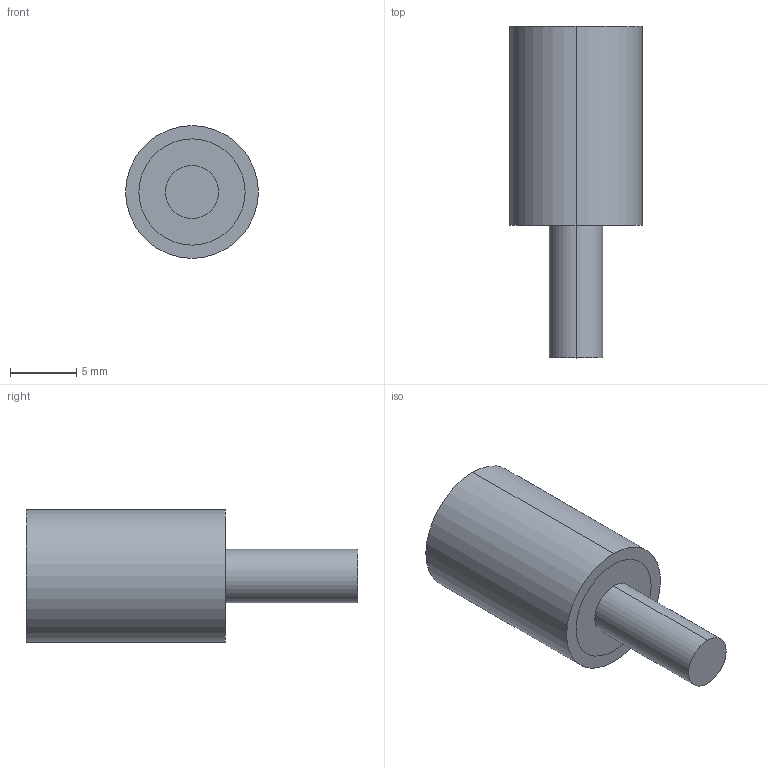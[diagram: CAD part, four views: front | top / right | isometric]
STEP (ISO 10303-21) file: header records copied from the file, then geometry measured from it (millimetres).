
FILE_DESCRIPTION (( 'STEP AP203' ), '1' );
FILE_NAME ('gn351-10-15-m4-es-55.step', '2011-04-19T08:26:09', ( '_' ), ( '_' ), 'SwSTEP 2.0', 'SolidWorks 2009', '' );
FILE_SCHEMA (( 'CONFIG_CONTROL_DESIGN' ));
Length unit declared in the file: millimetre
Products named in the file (1): gn351-10-15-m4-es-55
Bounding box: 10 x 25 x 10 mm (x, y, z)
Volume: 1265.9 mm3; surface area: 1573.9 mm2
Topology: 3 solids, 3 shells, 20 faces, 38 edges, 23 vertices
Faces by surface type: cylinder 10, plane 6, cone 4
Entity records: 575 total; most frequent: DIRECTION 100, CARTESIAN_POINT 80, ORIENTED_EDGE 72, AXIS2_PLACEMENT_3D 43, EDGE_CURVE 36, EDGE_LOOP 23, VERTEX_POINT 23, CIRCLE 22
